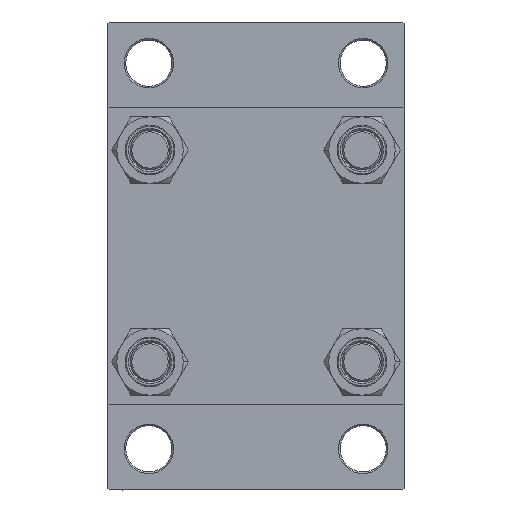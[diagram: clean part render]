
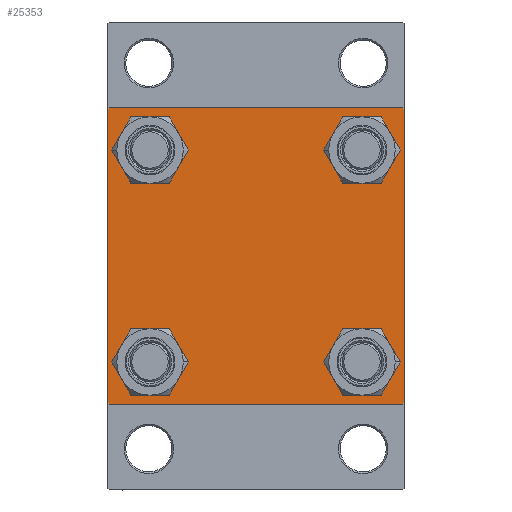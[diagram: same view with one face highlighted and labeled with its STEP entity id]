
A CAD part, left-side view. The second image highlights one B-rep face of the part: STEP entity #25353.
In plain terms, the highlighted planar face has unit normal (-1, 0, 0).
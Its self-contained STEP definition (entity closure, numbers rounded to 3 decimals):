
#94 = ORIENTED_EDGE ( 'NONE', *, *, #19674, .T. ) ;
#412 = EDGE_CURVE ( 'NONE', #4089, #30585, #3088, .T. ) ;
#413 = VECTOR ( 'NONE', #15064, 1000. ) ;
#1161 = DIRECTION ( 'NONE',  ( 0., 0., 1. ) ) ;
#1946 = CARTESIAN_POINT ( 'NONE',  ( 0., -44.75, -44.75 ) ) ;
#3088 = LINE ( 'NONE', #28972, #11403 ) ;
#3442 = ORIENTED_EDGE ( 'NONE', *, *, #42910, .T. ) ;
#3661 = AXIS2_PLACEMENT_3D ( 'NONE', #46775, #12954, #27572 ) ;
#3932 = CARTESIAN_POINT ( 'NONE',  ( 0., 32.15, -32.15 ) ) ;
#4089 = VERTEX_POINT ( 'NONE', #26782 ) ;
#4151 = EDGE_CURVE ( 'NONE', #26862, #6915, #30696, .T. ) ;
#4551 = DIRECTION ( 'NONE',  ( -1., 0., 0. ) ) ;
#4806 = DIRECTION ( 'NONE',  ( 0., 0., 1. ) ) ;
#5047 = ORIENTED_EDGE ( 'NONE', *, *, #25982, .T. ) ;
#5541 = EDGE_CURVE ( 'NONE', #10530, #13037, #28452, .T. ) ;
#5699 = VERTEX_POINT ( 'NONE', #26440 ) ;
#5795 = CIRCLE ( 'NONE', #34087, 6.5 ) ;
#5940 = LINE ( 'NONE', #13113, #38115 ) ;
#6915 = VERTEX_POINT ( 'NONE', #21163 ) ;
#7247 = CARTESIAN_POINT ( 'NONE',  ( 0., 0., 0. ) ) ;
#7268 = DIRECTION ( 'NONE',  ( 1., 0., 0. ) ) ;
#7687 = FACE_BOUND ( 'NONE', #27276, .T. ) ;
#8410 = DIRECTION ( 'NONE',  ( 0., 0., 1. ) ) ;
#8851 = VERTEX_POINT ( 'NONE', #13198 ) ;
#8861 = EDGE_CURVE ( 'NONE', #31744, #30585, #30717, .T. ) ;
#8959 = CARTESIAN_POINT ( 'NONE',  ( 0., -32.15, -32.15 ) ) ;
#9770 = CIRCLE ( 'NONE', #36561, 6.5 ) ;
#10162 = VERTEX_POINT ( 'NONE', #35134 ) ;
#10415 = CARTESIAN_POINT ( 'NONE',  ( 0., -44.5, 45. ) ) ;
#10530 = VERTEX_POINT ( 'NONE', #18908 ) ;
#10634 = VERTEX_POINT ( 'NONE', #41924 ) ;
#10668 = DIRECTION ( 'NONE',  ( 1., 0., 0. ) ) ;
#10942 = VECTOR ( 'NONE', #11832, 1000. ) ;
#11403 = VECTOR ( 'NONE', #17715, 1000. ) ;
#11597 = ORIENTED_EDGE ( 'NONE', *, *, #42680, .T. ) ;
#11728 = PLANE ( 'NONE',  #26667 ) ;
#11832 = DIRECTION ( 'NONE',  ( 0., 0., -1. ) ) ;
#12075 = LINE ( 'NONE', #22636, #10942 ) ;
#12954 = DIRECTION ( 'NONE',  ( 1., 0., 0. ) ) ;
#13037 = VERTEX_POINT ( 'NONE', #22539 ) ;
#13113 = CARTESIAN_POINT ( 'NONE',  ( 0., 45., 45. ) ) ;
#13198 = CARTESIAN_POINT ( 'NONE',  ( 0., -32.15, 38.65 ) ) ;
#13215 = ORIENTED_EDGE ( 'NONE', *, *, #5541, .T. ) ;
#13520 = VERTEX_POINT ( 'NONE', #10415 ) ;
#13872 = CARTESIAN_POINT ( 'NONE',  ( 0., -45., -44.5 ) ) ;
#14287 = EDGE_LOOP ( 'NONE', ( #5047, #46664 ) ) ;
#14642 = DIRECTION ( 'NONE',  ( 0., 0.707, 0.707 ) ) ;
#14655 = AXIS2_PLACEMENT_3D ( 'NONE', #3932, #10668, #15410 ) ;
#14836 = CARTESIAN_POINT ( 'NONE',  ( 0., 45., -45. ) ) ;
#14894 = CARTESIAN_POINT ( 'NONE',  ( 0., -32.15, -32.15 ) ) ;
#14946 = AXIS2_PLACEMENT_3D ( 'NONE', #21879, #7268, #43228 ) ;
#15064 = DIRECTION ( 'NONE',  ( 0., -1., 0. ) ) ;
#15410 = DIRECTION ( 'NONE',  ( 0., 0., 1. ) ) ;
#16617 = DIRECTION ( 'NONE',  ( 0., 0., 1. ) ) ;
#16715 = DIRECTION ( 'NONE',  ( 0., -1., 0. ) ) ;
#17715 = DIRECTION ( 'NONE',  ( 0., 0., -1. ) ) ;
#18338 = EDGE_CURVE ( 'NONE', #8851, #10634, #36386, .T. ) ;
#18439 = EDGE_CURVE ( 'NONE', #30818, #5699, #5795, .T. ) ;
#18756 = EDGE_CURVE ( 'NONE', #10162, #31744, #40969, .T. ) ;
#18908 = CARTESIAN_POINT ( 'NONE',  ( 0., 32.15, -25.65 ) ) ;
#19371 = DIRECTION ( 'NONE',  ( 1., 0., 0. ) ) ;
#19674 = EDGE_CURVE ( 'NONE', #6915, #26862, #30354, .T. ) ;
#20388 = LINE ( 'NONE', #41978, #37078 ) ;
#20745 = AXIS2_PLACEMENT_3D ( 'NONE', #27262, #19371, #1161 ) ;
#20897 = ORIENTED_EDGE ( 'NONE', *, *, #38843, .T. ) ;
#21163 = CARTESIAN_POINT ( 'NONE',  ( 0., 32.15, 25.65 ) ) ;
#21364 = CIRCLE ( 'NONE', #3661, 6.5 ) ;
#21415 = CARTESIAN_POINT ( 'NONE',  ( 0., 44.75, 44.75 ) ) ;
#21537 = EDGE_CURVE ( 'NONE', #13037, #10530, #9770, .T. ) ;
#21879 = CARTESIAN_POINT ( 'NONE',  ( 0., -32.15, 32.15 ) ) ;
#21952 = EDGE_CURVE ( 'NONE', #25416, #13520, #5940, .T. ) ;
#22121 = LINE ( 'NONE', #21415, #24736 ) ;
#22539 = CARTESIAN_POINT ( 'NONE',  ( 0., 32.15, -38.65 ) ) ;
#22636 = CARTESIAN_POINT ( 'NONE',  ( 0., 45., 45. ) ) ;
#22894 = ORIENTED_EDGE ( 'NONE', *, *, #21952, .F. ) ;
#22984 = CARTESIAN_POINT ( 'NONE',  ( 0., 45., 44.5 ) ) ;
#23025 = CARTESIAN_POINT ( 'NONE',  ( 0., 32.15, -32.15 ) ) ;
#23294 = DIRECTION ( 'NONE',  ( 0., -0.707, 0.707 ) ) ;
#23535 = AXIS2_PLACEMENT_3D ( 'NONE', #8959, #23804, #16617 ) ;
#23759 = ORIENTED_EDGE ( 'NONE', *, *, #412, .F. ) ;
#23804 = DIRECTION ( 'NONE',  ( 1., 0., 0. ) ) ;
#24736 = VECTOR ( 'NONE', #36046, 1000. ) ;
#25353 = ADVANCED_FACE ( 'NONE', ( #25891, #40769, #7687, #37160, #44612 ), #11728, .T. ) ;
#25416 = VERTEX_POINT ( 'NONE', #38582 ) ;
#25891 = FACE_BOUND ( 'NONE', #39582, .T. ) ;
#25893 = EDGE_LOOP ( 'NONE', ( #11597, #29730, #44470, #46249, #23759, #20897, #22894, #3442 ) ) ;
#25982 = EDGE_CURVE ( 'NONE', #5699, #30818, #37426, .T. ) ;
#26151 = EDGE_CURVE ( 'NONE', #10634, #8851, #21364, .T. ) ;
#26406 = VERTEX_POINT ( 'NONE', #22984 ) ;
#26440 = CARTESIAN_POINT ( 'NONE',  ( 0., -32.15, -25.65 ) ) ;
#26667 = AXIS2_PLACEMENT_3D ( 'NONE', #7247, #4551, #44142 ) ;
#26782 = CARTESIAN_POINT ( 'NONE',  ( 0., -45., 44.5 ) ) ;
#26794 = CARTESIAN_POINT ( 'NONE',  ( 0., 32.15, 32.15 ) ) ;
#26862 = VERTEX_POINT ( 'NONE', #30297 ) ;
#27262 = CARTESIAN_POINT ( 'NONE',  ( 0., 32.15, 32.15 ) ) ;
#27276 = EDGE_LOOP ( 'NONE', ( #13215, #35977 ) ) ;
#27572 = DIRECTION ( 'NONE',  ( 0., 0., 1. ) ) ;
#28452 = CIRCLE ( 'NONE', #14655, 6.5 ) ;
#28972 = CARTESIAN_POINT ( 'NONE',  ( 0., -45., 45. ) ) ;
#29552 = EDGE_LOOP ( 'NONE', ( #44007, #94 ) ) ;
#29730 = ORIENTED_EDGE ( 'NONE', *, *, #45786, .T. ) ;
#29915 = CARTESIAN_POINT ( 'NONE',  ( 0., 45., -44.5 ) ) ;
#30297 = CARTESIAN_POINT ( 'NONE',  ( 0., 32.15, 38.65 ) ) ;
#30354 = CIRCLE ( 'NONE', #33396, 6.5 ) ;
#30585 = VERTEX_POINT ( 'NONE', #13872 ) ;
#30651 = ORIENTED_EDGE ( 'NONE', *, *, #26151, .T. ) ;
#30696 = CIRCLE ( 'NONE', #20745, 6.5 ) ;
#30717 = LINE ( 'NONE', #1946, #31593 ) ;
#30818 = VERTEX_POINT ( 'NONE', #35168 ) ;
#31087 = CARTESIAN_POINT ( 'NONE',  ( 0., -44.5, -45. ) ) ;
#31593 = VECTOR ( 'NONE', #23294, 1000. ) ;
#31744 = VERTEX_POINT ( 'NONE', #31087 ) ;
#33396 = AXIS2_PLACEMENT_3D ( 'NONE', #26794, #36896, #44114 ) ;
#34087 = AXIS2_PLACEMENT_3D ( 'NONE', #14894, #41262, #8410 ) ;
#34256 = VERTEX_POINT ( 'NONE', #29915 ) ;
#35011 = DIRECTION ( 'NONE',  ( 0., -0.707, -0.707 ) ) ;
#35134 = CARTESIAN_POINT ( 'NONE',  ( 0., 44.5, -45. ) ) ;
#35168 = CARTESIAN_POINT ( 'NONE',  ( 0., -32.15, -38.65 ) ) ;
#35977 = ORIENTED_EDGE ( 'NONE', *, *, #21537, .T. ) ;
#36046 = DIRECTION ( 'NONE',  ( 0., 0.707, -0.707 ) ) ;
#36242 = CARTESIAN_POINT ( 'NONE',  ( 0., -44.75, 44.75 ) ) ;
#36386 = CIRCLE ( 'NONE', #14946, 6.5 ) ;
#36561 = AXIS2_PLACEMENT_3D ( 'NONE', #23025, #41963, #4806 ) ;
#36896 = DIRECTION ( 'NONE',  ( 1., 0., 0. ) ) ;
#37078 = VECTOR ( 'NONE', #35011, 1000. ) ;
#37160 = FACE_BOUND ( 'NONE', #29552, .T. ) ;
#37426 = CIRCLE ( 'NONE', #23535, 6.5 ) ;
#38115 = VECTOR ( 'NONE', #16715, 1000. ) ;
#38582 = CARTESIAN_POINT ( 'NONE',  ( 0., 44.5, 45. ) ) ;
#38843 = EDGE_CURVE ( 'NONE', #4089, #13520, #40086, .T. ) ;
#39291 = VECTOR ( 'NONE', #14642, 1000. ) ;
#39582 = EDGE_LOOP ( 'NONE', ( #44591, #30651 ) ) ;
#40086 = LINE ( 'NONE', #36242, #39291 ) ;
#40769 = FACE_BOUND ( 'NONE', #14287, .T. ) ;
#40969 = LINE ( 'NONE', #14836, #413 ) ;
#41262 = DIRECTION ( 'NONE',  ( 1., 0., 0. ) ) ;
#41924 = CARTESIAN_POINT ( 'NONE',  ( 0., -32.15, 25.65 ) ) ;
#41963 = DIRECTION ( 'NONE',  ( 1., 0., 0. ) ) ;
#41978 = CARTESIAN_POINT ( 'NONE',  ( 0., 44.75, -44.75 ) ) ;
#42680 = EDGE_CURVE ( 'NONE', #26406, #34256, #12075, .T. ) ;
#42910 = EDGE_CURVE ( 'NONE', #25416, #26406, #22121, .T. ) ;
#43228 = DIRECTION ( 'NONE',  ( 0., 0., 1. ) ) ;
#44007 = ORIENTED_EDGE ( 'NONE', *, *, #4151, .T. ) ;
#44114 = DIRECTION ( 'NONE',  ( 0., 0., 1. ) ) ;
#44142 = DIRECTION ( 'NONE',  ( 0., 0., 1. ) ) ;
#44470 = ORIENTED_EDGE ( 'NONE', *, *, #18756, .T. ) ;
#44591 = ORIENTED_EDGE ( 'NONE', *, *, #18338, .T. ) ;
#44612 = FACE_OUTER_BOUND ( 'NONE', #25893, .T. ) ;
#45786 = EDGE_CURVE ( 'NONE', #34256, #10162, #20388, .T. ) ;
#46249 = ORIENTED_EDGE ( 'NONE', *, *, #8861, .T. ) ;
#46664 = ORIENTED_EDGE ( 'NONE', *, *, #18439, .T. ) ;
#46775 = CARTESIAN_POINT ( 'NONE',  ( 0., -32.15, 32.15 ) ) ;
